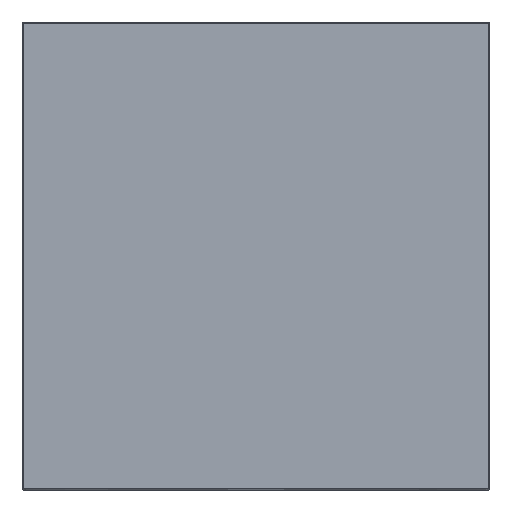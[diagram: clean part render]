
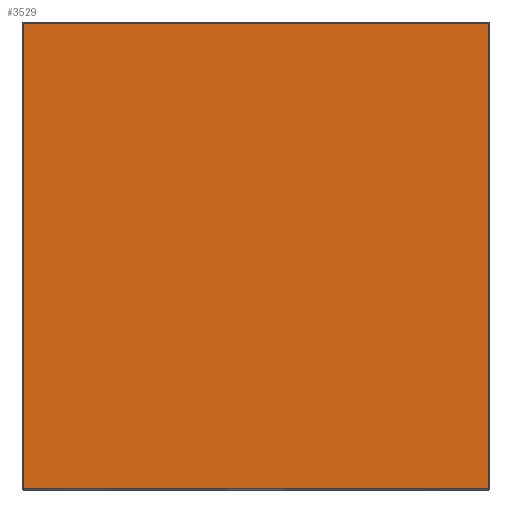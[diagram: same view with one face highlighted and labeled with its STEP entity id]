
A CAD part, left-side view. The second image highlights one B-rep face of the part: STEP entity #3529.
In plain terms, the highlighted free-form (B-spline) face has degree [1, 1] with [2, 2] control points.
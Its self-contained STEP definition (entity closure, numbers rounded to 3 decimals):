
#3529 = ADVANCED_FACE('',(#3530),#3560,.T.);
#3530 = FACE_BOUND('',#3531,.T.);
#3531 = EDGE_LOOP('',(#3532,#3541,#3548,#3555));
#3532 = ORIENTED_EDGE('',*,*,#3533,.T.);
#3533 = EDGE_CURVE('',#3534,#3536,#3538,.T.);
#3534 = VERTEX_POINT('',#3535);
#3535 = CARTESIAN_POINT('',(-170.946,30.799,
    0.138));
#3536 = VERTEX_POINT('',#3537);
#3537 = CARTESIAN_POINT('',(-170.946,-17.174,
    0.138));
#3538 = B_SPLINE_CURVE_WITH_KNOTS('',1,(#3539,#3540),.UNSPECIFIED.,.F.,
  .F.,(2,2),(-34.9,-0.1),.PIECEWISE_BEZIER_KNOTS.);
#3539 = CARTESIAN_POINT('',(-170.946,30.799,
    0.138));
#3540 = CARTESIAN_POINT('',(-170.946,-17.174,
    0.138));
#3541 = ORIENTED_EDGE('',*,*,#3542,.T.);
#3542 = EDGE_CURVE('',#3536,#3543,#3545,.T.);
#3543 = VERTEX_POINT('',#3544);
#3544 = CARTESIAN_POINT('',(-170.946,-17.174,
    48.111));
#3545 = B_SPLINE_CURVE_WITH_KNOTS('',1,(#3546,#3547),.UNSPECIFIED.,.F.,
  .F.,(2,2),(0.1,34.9),.PIECEWISE_BEZIER_KNOTS.);
#3546 = CARTESIAN_POINT('',(-170.946,-17.174,
    0.138));
#3547 = CARTESIAN_POINT('',(-170.946,-17.174,
    48.111));
#3548 = ORIENTED_EDGE('',*,*,#3549,.T.);
#3549 = EDGE_CURVE('',#3543,#3550,#3552,.T.);
#3550 = VERTEX_POINT('',#3551);
#3551 = CARTESIAN_POINT('',(-170.946,30.799,
    48.111));
#3552 = B_SPLINE_CURVE_WITH_KNOTS('',1,(#3553,#3554),.UNSPECIFIED.,.F.,
  .F.,(2,2),(-34.9,-0.1),.PIECEWISE_BEZIER_KNOTS.);
#3553 = CARTESIAN_POINT('',(-170.946,-17.174,
    48.111));
#3554 = CARTESIAN_POINT('',(-170.946,30.799,
    48.111));
#3555 = ORIENTED_EDGE('',*,*,#3556,.T.);
#3556 = EDGE_CURVE('',#3550,#3534,#3557,.T.);
#3557 = B_SPLINE_CURVE_WITH_KNOTS('',1,(#3558,#3559),.UNSPECIFIED.,.F.,
  .F.,(2,2),(-34.9,-0.1),.PIECEWISE_BEZIER_KNOTS.);
#3558 = CARTESIAN_POINT('',(-170.946,30.799,
    48.111));
#3559 = CARTESIAN_POINT('',(-170.946,30.799,
    0.138));
#3560 = B_SPLINE_SURFACE_WITH_KNOTS('',1,1,(
    (#3561,#3562)
    ,(#3563,#3564
    )),.UNSPECIFIED.,.F.,.F.,.F.,(2,2),(2,2),(0.1,34.9),(-34.9,
    -0.1),.PIECEWISE_BEZIER_KNOTS.);
#3561 = CARTESIAN_POINT('',(-170.946,-17.174,
    0.138));
#3562 = CARTESIAN_POINT('',(-170.946,30.799,
    0.138));
#3563 = CARTESIAN_POINT('',(-170.946,-17.174,
    48.111));
#3564 = CARTESIAN_POINT('',(-170.946,30.799,
    48.111));
